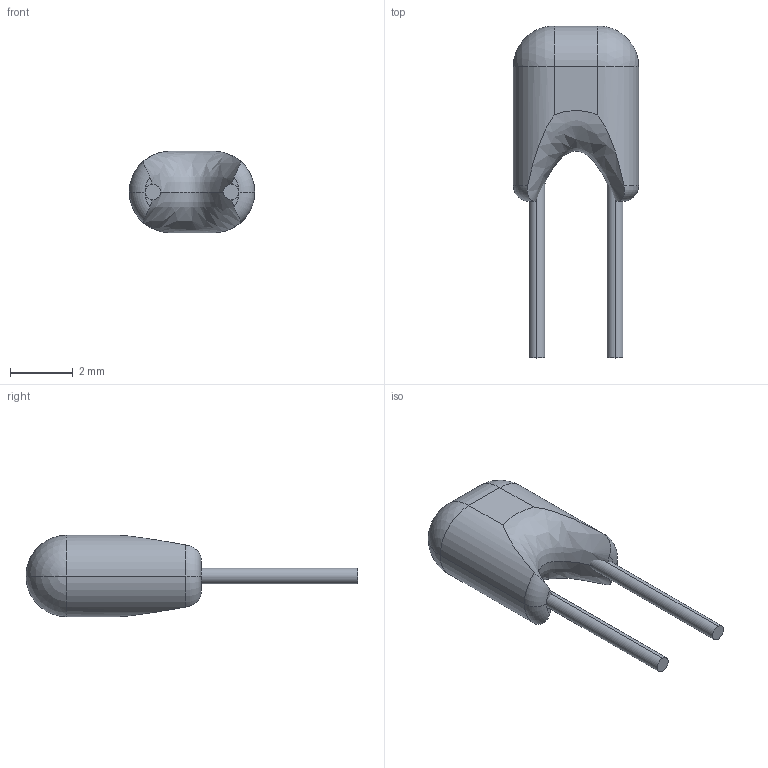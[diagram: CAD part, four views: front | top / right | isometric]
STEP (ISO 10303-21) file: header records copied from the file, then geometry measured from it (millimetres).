
FILE_DESCRIPTION (( 'STEP AP214' ), '1' );
FILE_NAME ('K103K15X7RF5TL2.STEP', '2023-03-05T14:27:52', ( '' ), ( '' ), 'SwSTEP 2.0', 'SolidWorks 2022', '' );
FILE_SCHEMA (( 'AUTOMOTIVE_DESIGN' ));
Length unit declared in the file: millimetre
Products named in the file (1): K103K15X7RF5TL2
Bounding box: 4 x 10.6 x 2.6 mm (x, y, z)
Volume: 40.8 mm3; surface area: 97.3 mm2
Topology: 3 solids, 3 shells, 28 faces, 60 edges, 34 vertices
Faces by surface type: cylinder 10, plane 8, sphere 4, torus 4, bspline 2
Entity records: 1397 total; most frequent: CARTESIAN_POINT 466, DIRECTION 123, ORIENTED_EDGE 112, EDGE_CURVE 56, AXIS2_PLACEMENT_3D 55, VERTEX_POINT 34, UNCERTAINTY_MEASURE_WITH_UNIT 33, PRESENTATION_STYLE_ASSIGNMENT 32
